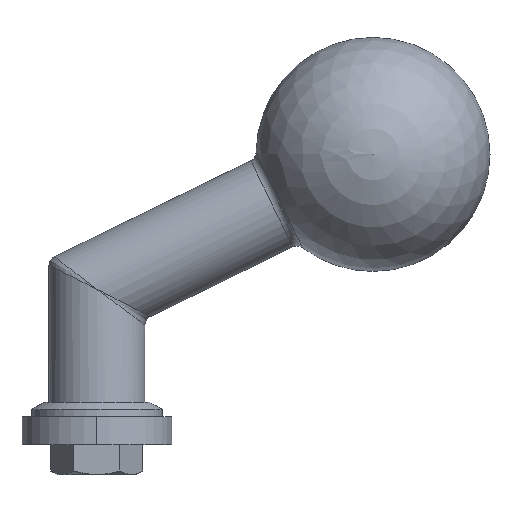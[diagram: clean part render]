
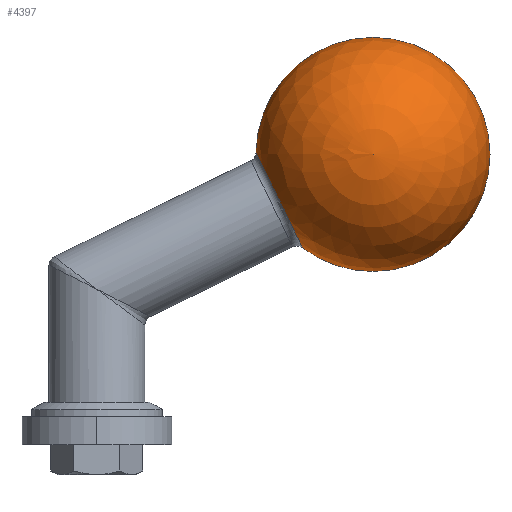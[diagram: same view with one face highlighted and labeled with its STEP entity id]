
A CAD part, front view. The second image highlights one B-rep face of the part: STEP entity #4397.
In plain terms, the highlighted spherical face has radius 25 mm.
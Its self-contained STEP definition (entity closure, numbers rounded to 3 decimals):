
#194 = CIRCLE ( 'NONE', #13611, 25. ) ;
#1112 = CARTESIAN_POINT ( 'NONE',  ( 59., 0., 54.8 ) ) ;
#1230 = DIRECTION ( 'NONE',  ( 0., 1., 0. ) ) ;
#1425 = AXIS2_PLACEMENT_3D ( 'NONE', #7741, #4943, #11394 ) ;
#1689 = DIRECTION ( 'NONE',  ( 0., 0., 1. ) ) ;
#1690 = FACE_OUTER_BOUND ( 'NONE', #11851, .T. ) ;
#2111 = SPHERICAL_SURFACE ( 'NONE', #1425, 25. ) ;
#2964 = ORIENTED_EDGE ( 'NONE', *, *, #7785, .T. ) ;
#3845 = EDGE_CURVE ( 'NONE', #15773, #10940, #6040, .T. ) ;
#4173 = AXIS2_PLACEMENT_3D ( 'NONE', #6341, #14240, #7668 ) ;
#4244 = VERTEX_POINT ( 'NONE', #10042 ) ;
#4373 = CARTESIAN_POINT ( 'NONE',  ( 59., 0., 29.8 ) ) ;
#4397 = ADVANCED_FACE ( 'NONE', ( #1690 ), #2111, .T. ) ;
#4663 = ORIENTED_EDGE ( 'NONE', *, *, #3845, .F. ) ;
#4943 = DIRECTION ( 'NONE',  ( 0., -1., 0. ) ) ;
#5289 = CIRCLE ( 'NONE', #4173, 11.343 ) ;
#5543 = DIRECTION ( 'NONE',  ( 0., 1., 0. ) ) ;
#5580 = DIRECTION ( 'NONE',  ( 1., 0., 0. ) ) ;
#5654 = CARTESIAN_POINT ( 'NONE',  ( 43.955, 0., 34.834 ) ) ;
#6040 = CIRCLE ( 'NONE', #8715, 25. ) ;
#6341 = CARTESIAN_POINT ( 'NONE',  ( 38.979, 0., 45.027 ) ) ;
#7134 = CIRCLE ( 'NONE', #11898, 25. ) ;
#7668 = DIRECTION ( 'NONE',  ( 0.439, 0., -0.899 ) ) ;
#7741 = CARTESIAN_POINT ( 'NONE',  ( 59., 0., 54.8 ) ) ;
#7785 = EDGE_CURVE ( 'NONE', #16257, #10940, #5289, .T. ) ;
#8715 = AXIS2_PLACEMENT_3D ( 'NONE', #12260, #5543, #1689 ) ;
#9639 = CARTESIAN_POINT ( 'NONE',  ( 59., 0., 54.8 ) ) ;
#10042 = CARTESIAN_POINT ( 'NONE',  ( 59., 0., 79.8 ) ) ;
#10244 = ORIENTED_EDGE ( 'NONE', *, *, #14664, .F. ) ;
#10327 = DIRECTION ( 'NONE',  ( 0., 0., 1. ) ) ;
#10716 = DIRECTION ( 'NONE',  ( 0., -1., 0. ) ) ;
#10940 = VERTEX_POINT ( 'NONE', #5654 ) ;
#11023 = EDGE_CURVE ( 'NONE', #15773, #4244, #194, .T. ) ;
#11394 = DIRECTION ( 'NONE',  ( -1., 0., 0. ) ) ;
#11851 = EDGE_LOOP ( 'NONE', ( #4663, #16239, #10244, #2964 ) ) ;
#11898 = AXIS2_PLACEMENT_3D ( 'NONE', #1112, #1230, #10327 ) ;
#12260 = CARTESIAN_POINT ( 'NONE',  ( 59., 0., 54.8 ) ) ;
#13611 = AXIS2_PLACEMENT_3D ( 'NONE', #9639, #10716, #5580 ) ;
#14240 = DIRECTION ( 'NONE',  ( 0.899, 0., 0.439 ) ) ;
#14664 = EDGE_CURVE ( 'NONE', #16257, #4244, #7134, .T. ) ;
#14748 = CARTESIAN_POINT ( 'NONE',  ( 34.004, 0., 55.22 ) ) ;
#15773 = VERTEX_POINT ( 'NONE', #4373 ) ;
#16239 = ORIENTED_EDGE ( 'NONE', *, *, #11023, .T. ) ;
#16257 = VERTEX_POINT ( 'NONE', #14748 ) ;
